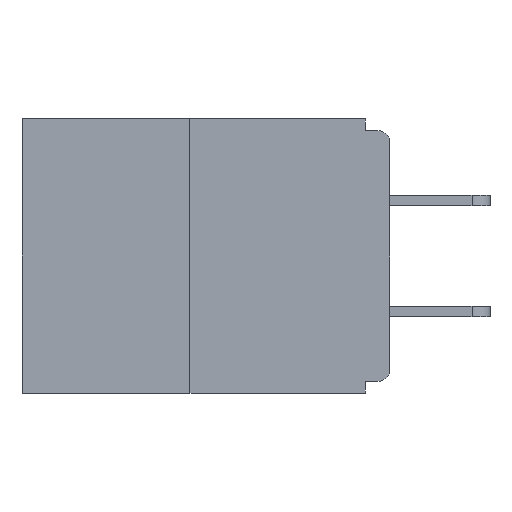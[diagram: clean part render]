
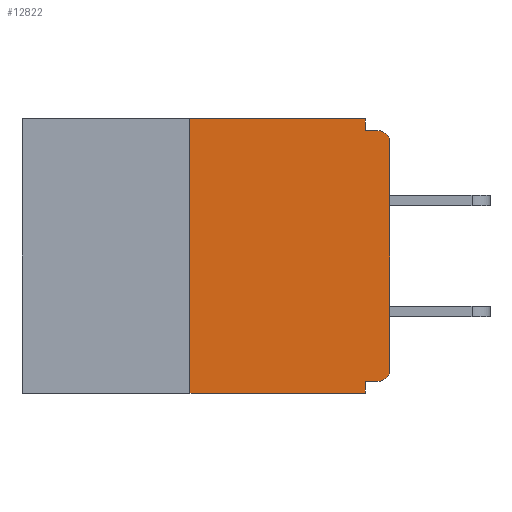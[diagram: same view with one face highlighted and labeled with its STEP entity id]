
A CAD part, left-side view. The second image highlights one B-rep face of the part: STEP entity #12822.
In plain terms, the highlighted planar face has unit normal (-1, 0, 0).
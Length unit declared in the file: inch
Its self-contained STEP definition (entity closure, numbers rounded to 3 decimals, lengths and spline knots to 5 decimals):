
#71 = DIRECTION ( 'NONE',  ( 1., 0., 0. ) ) ;
#140 = CIRCLE ( 'NONE', #2107, 0.015 ) ;
#474 = EDGE_CURVE ( 'NONE', #15863, #17624, #140, .T. ) ;
#607 = DIRECTION ( 'NONE',  ( 0., -1., 0. ) ) ;
#644 = CARTESIAN_POINT ( 'NONE',  ( 0., 0.46, -0.343 ) ) ;
#817 = VERTEX_POINT ( 'NONE', #9061 ) ;
#1021 = LINE ( 'NONE', #8326, #16761 ) ;
#1313 = CARTESIAN_POINT ( 'NONE',  ( 0., 0.015, -0.03 ) ) ;
#1329 = LINE ( 'NONE', #17559, #8347 ) ;
#1351 = CIRCLE ( 'NONE', #6043, 0.015 ) ;
#1414 = EDGE_CURVE ( 'NONE', #9720, #8545, #1021, .T. ) ;
#1468 = VERTEX_POINT ( 'NONE', #8477 ) ;
#1741 = DIRECTION ( 'NONE',  ( 0., 0., -1. ) ) ;
#1800 = DIRECTION ( 'NONE',  ( -1., 0., 0. ) ) ;
#2107 = AXIS2_PLACEMENT_3D ( 'NONE', #1313, #13222, #14651 ) ;
#2751 = LINE ( 'NONE', #15470, #17333 ) ;
#2875 = DIRECTION ( 'NONE',  ( 0., 0., -1. ) ) ;
#2933 = EDGE_CURVE ( 'NONE', #5910, #5553, #1351, .T. ) ;
#3159 = EDGE_CURVE ( 'NONE', #1468, #817, #15912, .T. ) ;
#3181 = ORIENTED_EDGE ( 'NONE', *, *, #3159, .F. ) ;
#3300 = LINE ( 'NONE', #644, #12183 ) ;
#3309 = CARTESIAN_POINT ( 'NONE',  ( 0., 0.015, -0.313 ) ) ;
#3746 = EDGE_CURVE ( 'NONE', #8545, #8580, #1329, .T. ) ;
#3958 = CARTESIAN_POINT ( 'NONE',  ( 0., 0., -0.03 ) ) ;
#4047 = LINE ( 'NONE', #5933, #11333 ) ;
#4195 = DIRECTION ( 'NONE',  ( 0., 0., 1. ) ) ;
#4207 = CARTESIAN_POINT ( 'NONE',  ( 0., 0., -0.313 ) ) ;
#4276 = CARTESIAN_POINT ( 'NONE',  ( 0., 0.46, 0. ) ) ;
#4565 = ORIENTED_EDGE ( 'NONE', *, *, #8845, .T. ) ;
#5156 = VECTOR ( 'NONE', #13942, 39.37008 ) ;
#5553 = VERTEX_POINT ( 'NONE', #4207 ) ;
#5910 = VERTEX_POINT ( 'NONE', #10879 ) ;
#5933 = CARTESIAN_POINT ( 'NONE',  ( 0., 0., -0.328 ) ) ;
#5938 = EDGE_CURVE ( 'NONE', #12515, #817, #3300, .T. ) ;
#6043 = AXIS2_PLACEMENT_3D ( 'NONE', #3309, #1800, #1741 ) ;
#7709 = CARTESIAN_POINT ( 'NONE',  ( 0., 0.25, 0. ) ) ;
#8134 = LINE ( 'NONE', #7709, #5156 ) ;
#8245 = ORIENTED_EDGE ( 'NONE', *, *, #3746, .F. ) ;
#8326 = CARTESIAN_POINT ( 'NONE',  ( 0., 0.46, 0. ) ) ;
#8342 = DIRECTION ( 'NONE',  ( 0., 0., -1. ) ) ;
#8347 = VECTOR ( 'NONE', #17425, 39.37008 ) ;
#8477 = CARTESIAN_POINT ( 'NONE',  ( 0., 0.031, -0.328 ) ) ;
#8545 = VERTEX_POINT ( 'NONE', #12120 ) ;
#8580 = VERTEX_POINT ( 'NONE', #13634 ) ;
#8845 = EDGE_CURVE ( 'NONE', #5553, #15863, #2751, .T. ) ;
#8859 = PLANE ( 'NONE',  #13587 ) ;
#9037 = ORIENTED_EDGE ( 'NONE', *, *, #10437, .F. ) ;
#9046 = EDGE_CURVE ( 'NONE', #8580, #17624, #15499, .T. ) ;
#9061 = CARTESIAN_POINT ( 'NONE',  ( 0., 0.031, -0.343 ) ) ;
#9720 = VERTEX_POINT ( 'NONE', #14883 ) ;
#9857 = ORIENTED_EDGE ( 'NONE', *, *, #1414, .F. ) ;
#10041 = CARTESIAN_POINT ( 'NONE',  ( 0., 0.031, -0.343 ) ) ;
#10437 = EDGE_CURVE ( 'NONE', #5910, #1468, #4047, .T. ) ;
#10717 = VECTOR ( 'NONE', #607, 39.37008 ) ;
#10818 = DIRECTION ( 'NONE',  ( 0., -1., 0. ) ) ;
#10879 = CARTESIAN_POINT ( 'NONE',  ( 0., 0.015, -0.328 ) ) ;
#11174 = ORIENTED_EDGE ( 'NONE', *, *, #474, .T. ) ;
#11333 = VECTOR ( 'NONE', #16360, 39.37008 ) ;
#12120 = CARTESIAN_POINT ( 'NONE',  ( 0., 0.031, 0. ) ) ;
#12183 = VECTOR ( 'NONE', #10818, 39.37008 ) ;
#12256 = ORIENTED_EDGE ( 'NONE', *, *, #2933, .T. ) ;
#12515 = VERTEX_POINT ( 'NONE', #15041 ) ;
#12806 = ORIENTED_EDGE ( 'NONE', *, *, #14811, .F. ) ;
#12822 = ADVANCED_FACE ( 'NONE', ( #12846 ), #8859, .F. ) ;
#12846 = FACE_OUTER_BOUND ( 'NONE', #17664, .T. ) ;
#13222 = DIRECTION ( 'NONE',  ( -1., 0., 0. ) ) ;
#13587 = AXIS2_PLACEMENT_3D ( 'NONE', #4276, #71, #2875 ) ;
#13634 = CARTESIAN_POINT ( 'NONE',  ( 0., 0.031, -0.015 ) ) ;
#13769 = CARTESIAN_POINT ( 'NONE',  ( 0., 0., -0.015 ) ) ;
#13860 = VECTOR ( 'NONE', #8342, 39.37008 ) ;
#13942 = DIRECTION ( 'NONE',  ( 0., 0., 1. ) ) ;
#14067 = DIRECTION ( 'NONE',  ( 0., -1., 0. ) ) ;
#14651 = DIRECTION ( 'NONE',  ( 0., 0., -1. ) ) ;
#14811 = EDGE_CURVE ( 'NONE', #12515, #9720, #8134, .T. ) ;
#14883 = CARTESIAN_POINT ( 'NONE',  ( 0., 0.25, 0. ) ) ;
#15041 = CARTESIAN_POINT ( 'NONE',  ( 0., 0.25, -0.343 ) ) ;
#15368 = CARTESIAN_POINT ( 'NONE',  ( 0., 0.015, -0.015 ) ) ;
#15470 = CARTESIAN_POINT ( 'NONE',  ( 0., 0., 0. ) ) ;
#15499 = LINE ( 'NONE', #13769, #10717 ) ;
#15863 = VERTEX_POINT ( 'NONE', #3958 ) ;
#15912 = LINE ( 'NONE', #10041, #13860 ) ;
#16360 = DIRECTION ( 'NONE',  ( 0., 1., 0. ) ) ;
#16761 = VECTOR ( 'NONE', #14067, 39.37008 ) ;
#17333 = VECTOR ( 'NONE', #4195, 39.37008 ) ;
#17425 = DIRECTION ( 'NONE',  ( 0., 0., -1. ) ) ;
#17559 = CARTESIAN_POINT ( 'NONE',  ( 0., 0.031, 0. ) ) ;
#17624 = VERTEX_POINT ( 'NONE', #15368 ) ;
#17664 = EDGE_LOOP ( 'NONE', ( #9857, #12806, #18520, #3181, #9037, #12256, #4565, #11174, #18302, #8245 ) ) ;
#18302 = ORIENTED_EDGE ( 'NONE', *, *, #9046, .F. ) ;
#18520 = ORIENTED_EDGE ( 'NONE', *, *, #5938, .T. ) ;
